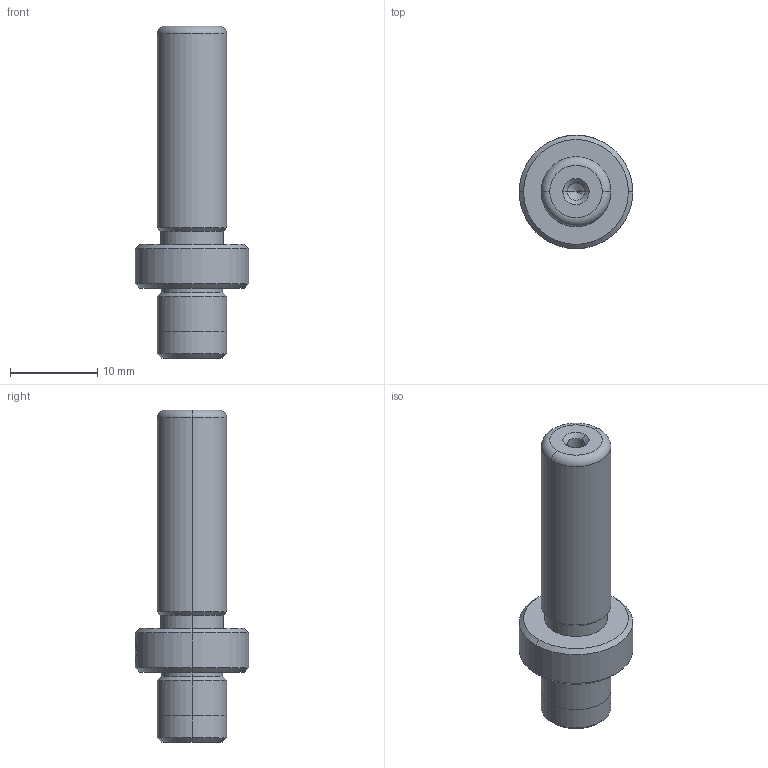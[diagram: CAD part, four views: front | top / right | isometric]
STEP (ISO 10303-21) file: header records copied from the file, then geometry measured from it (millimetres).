
FILE_DESCRIPTION (( 'STEP AP214' ), '1' );
FILE_NAME ('GPR-D8-30.step', '2021-07-29T06:54:09', ( 'User' ), ( 'china' ), 'SwSTEP 2.0', 'SolidWorks 2016', '' );
FILE_SCHEMA (( 'AUTOMOTIVE_DESIGN' ));
Length unit declared in the file: millimetre
Products named in the file (1): GPR-D8-30
Bounding box: 13 x 13 x 38 mm (x, y, z)
Volume: 2052.6 mm3; surface area: 1491.3 mm2
Topology: 1 solids, 1 shells, 66 faces, 148 edges, 88 vertices
Faces by surface type: cylinder 28, cone 20, plane 14, torus 4
Entity records: 2048 total; most frequent: CARTESIAN_POINT 549, DIRECTION 312, ORIENTED_EDGE 288, EDGE_CURVE 144, AXIS2_PLACEMENT_3D 125, VERTEX_POINT 88, EDGE_LOOP 74, FACE_OUTER_BOUND 66
